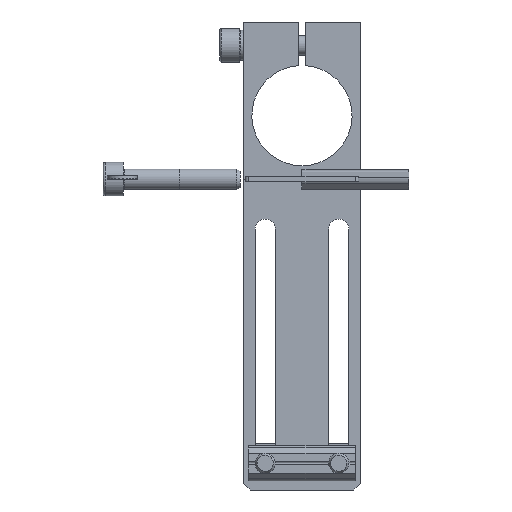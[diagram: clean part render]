
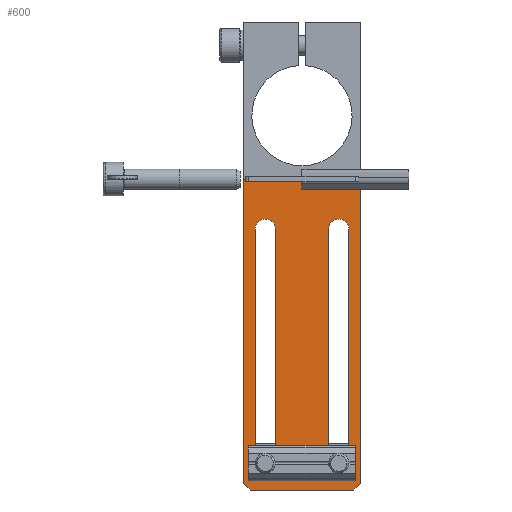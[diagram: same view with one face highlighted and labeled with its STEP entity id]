
A CAD part, front view. The second image highlights one B-rep face of the part: STEP entity #600.
In plain terms, the highlighted planar face has unit normal (0, -1, 0).
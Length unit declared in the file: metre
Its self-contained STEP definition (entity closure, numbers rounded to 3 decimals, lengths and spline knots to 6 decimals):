
#600 = ADVANCED_FACE( '', ( #1588, #1589, #1590 ), #1591, .F. );
#1588 = FACE_BOUND( '', #3016, .T. );
#1589 = FACE_OUTER_BOUND( '', #3017, .T. );
#1590 = FACE_BOUND( '', #3018, .T. );
#1591 = PLANE( '', #3019 );
#3016 = EDGE_LOOP( '', ( #5839, #5840, #5841, #5842 ) );
#3017 = EDGE_LOOP( '', ( #5843, #5844, #5845, #5846, #5847, #5848 ) );
#3018 = EDGE_LOOP( '', ( #5849, #5850, #5851, #5852 ) );
#3019 = AXIS2_PLACEMENT_3D( '', #5853, #5854, #5855 );
#5839 = ORIENTED_EDGE( '', *, *, #10669, .T. );
#5840 = ORIENTED_EDGE( '', *, *, #10670, .T. );
#5841 = ORIENTED_EDGE( '', *, *, #10671, .T. );
#5842 = ORIENTED_EDGE( '', *, *, #10672, .T. );
#5843 = ORIENTED_EDGE( '', *, *, #10673, .T. );
#5844 = ORIENTED_EDGE( '', *, *, #10674, .T. );
#5845 = ORIENTED_EDGE( '', *, *, #10675, .F. );
#5846 = ORIENTED_EDGE( '', *, *, #10676, .T. );
#5847 = ORIENTED_EDGE( '', *, *, #10677, .T. );
#5848 = ORIENTED_EDGE( '', *, *, #10662, .T. );
#5849 = ORIENTED_EDGE( '', *, *, #10678, .F. );
#5850 = ORIENTED_EDGE( '', *, *, #10666, .T. );
#5851 = ORIENTED_EDGE( '', *, *, #10667, .F. );
#5852 = ORIENTED_EDGE( '', *, *, #10679, .T. );
#5853 = CARTESIAN_POINT( '', ( 0.042825, 0.007, 0. ) );
#5854 = DIRECTION( '', ( 0., 1., 0. ) );
#5855 = DIRECTION( '', ( 0., 0., 1. ) );
#10662 = EDGE_CURVE( '', #13055, #13053, #13056, .F. );
#10666 = EDGE_CURVE( '', #13058, #13060, #13062, .T. );
#10667 = EDGE_CURVE( '', #13063, #13060, #13064, .T. );
#10669 = EDGE_CURVE( '', #13066, #13067, #13068, .T. );
#10670 = EDGE_CURVE( '', #13067, #13069, #13070, .T. );
#10671 = EDGE_CURVE( '', #13069, #13071, #13072, .T. );
#10672 = EDGE_CURVE( '', #13071, #13066, #13073, .T. );
#10673 = EDGE_CURVE( '', #13053, #13074, #13075, .T. );
#10674 = EDGE_CURVE( '', #13074, #13076, #13077, .F. );
#10675 = EDGE_CURVE( '', #13078, #13076, #13079, .T. );
#10676 = EDGE_CURVE( '', #13078, #13080, #13081, .T. );
#10677 = EDGE_CURVE( '', #13080, #13055, #13082, .T. );
#10678 = EDGE_CURVE( '', #13058, #13083, #13084, .T. );
#10679 = EDGE_CURVE( '', #13063, #13083, #13085, .T. );
#13053 = VERTEX_POINT( '', #16709 );
#13055 = VERTEX_POINT( '', #16712 );
#13056 = LINE( '', #16713, #16714 );
#13058 = VERTEX_POINT( '', #16717 );
#13060 = VERTEX_POINT( '', #16720 );
#13062 = CIRCLE( '', #16723, 0.00305 );
#13063 = VERTEX_POINT( '', #16724 );
#13064 = LINE( '', #16725, #16726 );
#13066 = VERTEX_POINT( '', #16729 );
#13067 = VERTEX_POINT( '', #16730 );
#13068 = LINE( '', #16731, #16732 );
#13069 = VERTEX_POINT( '', #16733 );
#13070 = CIRCLE( '', #16734, 0.00305 );
#13071 = VERTEX_POINT( '', #16735 );
#13072 = LINE( '', #16736, #16737 );
#13073 = CIRCLE( '', #16738, 0.00305 );
#13074 = VERTEX_POINT( '', #16739 );
#13075 = LINE( '', #16740, #16741 );
#13076 = VERTEX_POINT( '', #16742 );
#13077 = LINE( '', #16743, #16744 );
#13078 = VERTEX_POINT( '', #16745 );
#13079 = LINE( '', #16746, #16747 );
#13080 = VERTEX_POINT( '', #16748 );
#13081 = LINE( '', #16749, #16750 );
#13082 = LINE( '', #16751, #16752 );
#13083 = VERTEX_POINT( '', #16753 );
#13084 = LINE( '', #16754, #16755 );
#13085 = CIRCLE( '', #16756, 0.00305 );
#16709 = CARTESIAN_POINT( '', ( -0.0155, 0.007, -0.093 ) );
#16712 = CARTESIAN_POINT( '', ( -0.0175, 0.007, -0.091 ) );
#16713 = CARTESIAN_POINT( '', ( -0.0175, 0.007, -0.091 ) );
#16714 = VECTOR( '', #20939, 1. );
#16717 = CARTESIAN_POINT( '', ( 0.00795, 0.007, -0.015 ) );
#16720 = CARTESIAN_POINT( '', ( 0.01405, 0.007, -0.015 ) );
#16723 = AXIS2_PLACEMENT_3D( '', #20943, #20944, #20945 );
#16724 = CARTESIAN_POINT( '', ( 0.01405, 0.007, -0.085 ) );
#16725 = CARTESIAN_POINT( '', ( 0.01405, 0.007, 0. ) );
#16726 = VECTOR( '', #20946, 1. );
#16729 = CARTESIAN_POINT( '', ( -0.00795, 0.007, -0.015 ) );
#16730 = CARTESIAN_POINT( '', ( -0.00795, 0.007, -0.085 ) );
#16731 = CARTESIAN_POINT( '', ( -0.00795, 0.007, 0. ) );
#16732 = VECTOR( '', #20948, 1. );
#16733 = CARTESIAN_POINT( '', ( -0.01405, 0.007, -0.085 ) );
#16734 = AXIS2_PLACEMENT_3D( '', #20949, #20950, #20951 );
#16735 = CARTESIAN_POINT( '', ( -0.01405, 0.007, -0.015 ) );
#16736 = CARTESIAN_POINT( '', ( -0.01405, 0.007, 0. ) );
#16737 = VECTOR( '', #20952, 1. );
#16738 = AXIS2_PLACEMENT_3D( '', #20953, #20954, #20955 );
#16739 = CARTESIAN_POINT( '', ( 0.0155, 0.007, -0.093 ) );
#16740 = CARTESIAN_POINT( '', ( 0.042825, 0.007, -0.093 ) );
#16741 = VECTOR( '', #20956, 1. );
#16742 = CARTESIAN_POINT( '', ( 0.0175, 0.007, -0.091 ) );
#16743 = CARTESIAN_POINT( '', ( 0.0175, 0.007, -0.091 ) );
#16744 = VECTOR( '', #20957, 1. );
#16745 = CARTESIAN_POINT( '', ( 0.0175, 0.007, 0. ) );
#16746 = CARTESIAN_POINT( '', ( 0.0175, 0.007, 0.05 ) );
#16747 = VECTOR( '', #20958, 1. );
#16748 = CARTESIAN_POINT( '', ( -0.0175, 0.007, 0. ) );
#16749 = CARTESIAN_POINT( '', ( 0.042825, 0.007, 0. ) );
#16750 = VECTOR( '', #20959, 1. );
#16751 = CARTESIAN_POINT( '', ( -0.0175, 0.007, 0. ) );
#16752 = VECTOR( '', #20960, 1. );
#16753 = CARTESIAN_POINT( '', ( 0.00795, 0.007, -0.085 ) );
#16754 = CARTESIAN_POINT( '', ( 0.00795, 0.007, 0. ) );
#16755 = VECTOR( '', #20961, 1. );
#16756 = AXIS2_PLACEMENT_3D( '', #20962, #20963, #20964 );
#20939 = DIRECTION( '', ( -0.707, 0., 0.707 ) );
#20943 = CARTESIAN_POINT( '', ( 0.011, 0.007, -0.015 ) );
#20944 = DIRECTION( '', ( 0., 1., 0. ) );
#20945 = DIRECTION( '', ( 0., 0., 1. ) );
#20946 = DIRECTION( '', ( 0., 0., 1. ) );
#20948 = DIRECTION( '', ( 0., 0., -1. ) );
#20949 = CARTESIAN_POINT( '', ( -0.011, 0.007, -0.085 ) );
#20950 = DIRECTION( '', ( 0., 1., 0. ) );
#20951 = DIRECTION( '', ( 0., 0., 1. ) );
#20952 = DIRECTION( '', ( 0., 0., 1. ) );
#20953 = CARTESIAN_POINT( '', ( -0.011, 0.007, -0.015 ) );
#20954 = DIRECTION( '', ( 0., 1., 0. ) );
#20955 = DIRECTION( '', ( 0., 0., 1. ) );
#20956 = DIRECTION( '', ( 1., 0., 0. ) );
#20957 = DIRECTION( '', ( -0.707, 0., -0.707 ) );
#20958 = DIRECTION( '', ( 0., 0., -1. ) );
#20959 = DIRECTION( '', ( -1., 0., 0. ) );
#20960 = DIRECTION( '', ( 0., 0., -1. ) );
#20961 = DIRECTION( '', ( 0., 0., -1. ) );
#20962 = CARTESIAN_POINT( '', ( 0.011, 0.007, -0.085 ) );
#20963 = DIRECTION( '', ( 0., 1., 0. ) );
#20964 = DIRECTION( '', ( 0., 0., 1. ) );
